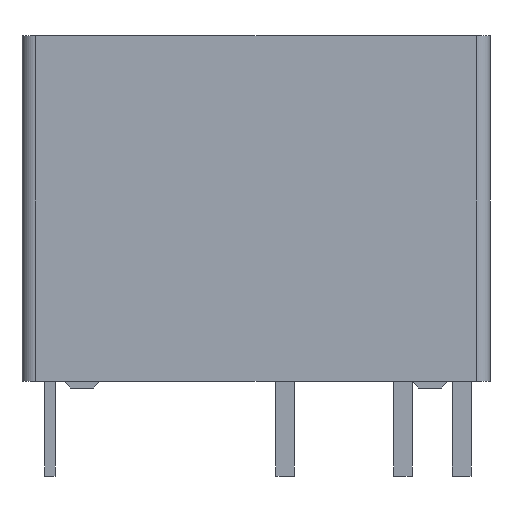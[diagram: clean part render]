
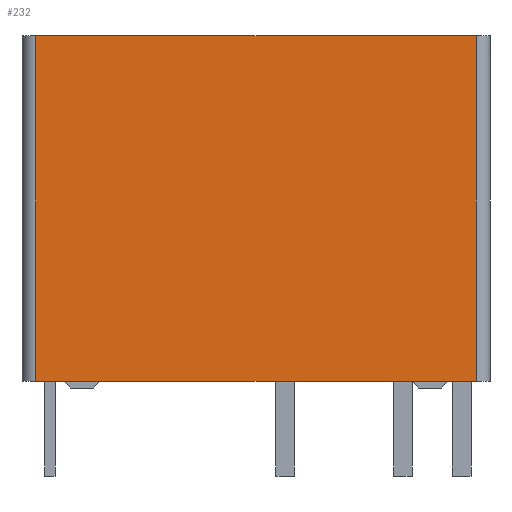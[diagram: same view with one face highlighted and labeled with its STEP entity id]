
A CAD part, front view. The second image highlights one B-rep face of the part: STEP entity #232.
In plain terms, the highlighted planar face has unit normal (0, -1, 0).
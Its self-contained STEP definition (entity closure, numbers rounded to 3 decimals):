
#174=CARTESIAN_POINT('',(9.5,-5.1,15.2));
#175=VERTEX_POINT('',#174);
#183=CARTESIAN_POINT('',(9.5,-5.1,0.3));
#184=VERTEX_POINT('',#183);
#185=CARTESIAN_POINT('',(9.5,-5.1,0.3));
#186=DIRECTION('',(0.0,0.0,1.0));
#187=VECTOR('',#186,14.9);
#188=LINE('',#185,#187);
#189=EDGE_CURVE('',#184,#175,#188,.T.);
#202=CARTESIAN_POINT('',(9.5,-5.1,0.));
#203=DIRECTION('',(0.0,-1.0,0.0));
#204=DIRECTION('',(0.0,0.0,-1.0));
#205=AXIS2_PLACEMENT_3D('',#202,#203,#204);
#206=PLANE('',#205);
#207=CARTESIAN_POINT('',(-9.5,-5.1,15.2));
#208=VERTEX_POINT('',#207);
#209=CARTESIAN_POINT('',(9.5,-5.1,15.2));
#210=DIRECTION('',(-1.0,0.0,0.0));
#211=VECTOR('',#210,19.0);
#212=LINE('',#209,#211);
#213=EDGE_CURVE('',#175,#208,#212,.T.);
#214=ORIENTED_EDGE('',*,*,#213,.T.);
#215=CARTESIAN_POINT('',(-9.5,-5.1,0.3));
#216=VERTEX_POINT('',#215);
#217=CARTESIAN_POINT('',(-9.5,-5.1,0.3));
#218=DIRECTION('',(0.0,0.0,1.0));
#219=VECTOR('',#218,14.9);
#220=LINE('',#217,#219);
#221=EDGE_CURVE('',#216,#208,#220,.T.);
#222=ORIENTED_EDGE('',*,*,#221,.F.);
#223=CARTESIAN_POINT('',(9.5,-5.1,0.3));
#224=DIRECTION('',(-1.0,0.0,0.0));
#225=VECTOR('',#224,19.0);
#226=LINE('',#223,#225);
#227=EDGE_CURVE('',#184,#216,#226,.T.);
#228=ORIENTED_EDGE('',*,*,#227,.F.);
#229=ORIENTED_EDGE('',*,*,#189,.T.);
#230=EDGE_LOOP('',(#214,#222,#228,#229));
#231=FACE_OUTER_BOUND('',#230,.T.);
#232=ADVANCED_FACE('',(#231),#206,.T.);
